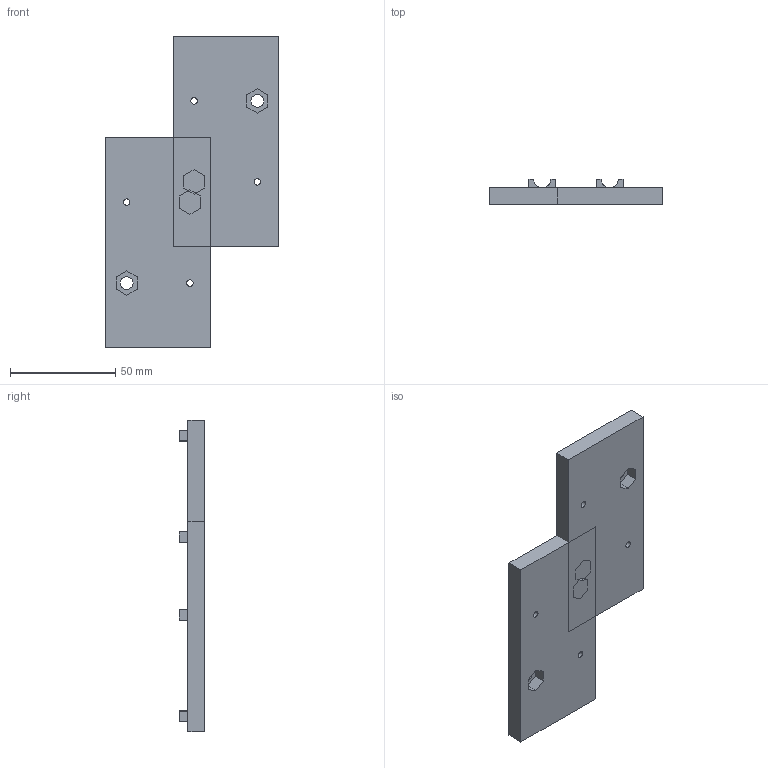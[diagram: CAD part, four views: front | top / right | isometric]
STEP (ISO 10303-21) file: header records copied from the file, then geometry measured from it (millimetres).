
FILE_DESCRIPTION((''),'2;1');
FILE_NAME('VALVE_DOUBLE_BASEPLATE_ASM','2024-08-25T12:34:23',('weiss'),(''),'CREO PARAMETRIC BY PTC INC, 2022014','CREO PARAMETRIC BY PTC INC, 2022014','');
FILE_SCHEMA(('CONFIG_CONTROL_DESIGN'));
Length unit declared in the file: millimetre
Products named in the file (2): VALVE_DOUBLE_BASEPLATE; VALVE_DOUBLE_BASEPLATE_ASM
Assembly tree (2 placements, depth 2):
  VALVE_DOUBLE_BASEPLATE_ASM
    VALVE_DOUBLE_BASEPLATE  x2
Bounding box: 82 x 12 x 148 mm (x, y, z)
Volume: 78053.4 mm3; surface area: 26209.2 mm2
Topology: 2 solids, 2 shells, 132 faces, 344 edges, 224 vertices
Faces by surface type: plane 72, cylinder 36, torus 16, cone 8
Entity records: 2155 total; most frequent: CARTESIAN_POINT 402, DIRECTION 364, ORIENTED_EDGE 344, EDGE_CURVE 172, AXIS2_PLACEMENT_3D 130, VERTEX_POINT 112, VECTOR 104, LINE 104
